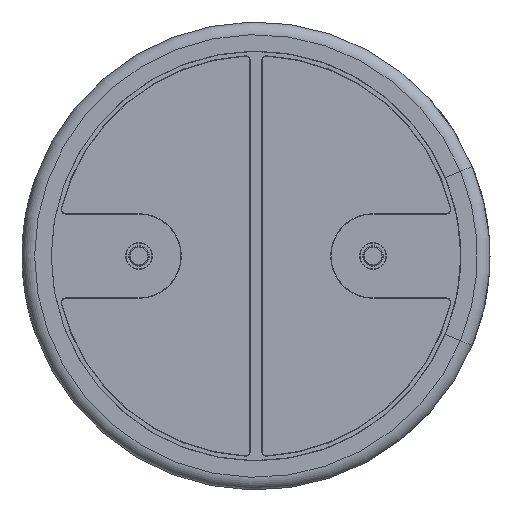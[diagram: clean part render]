
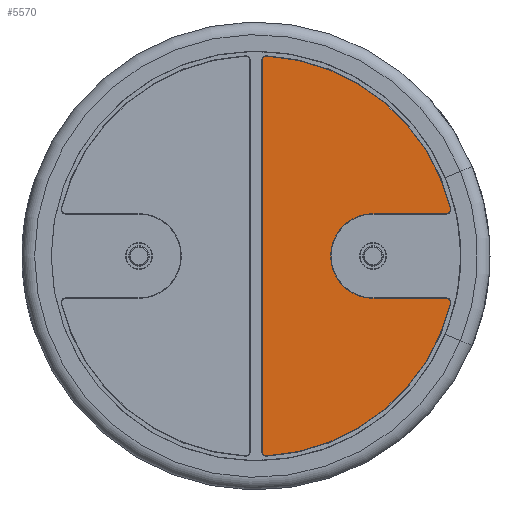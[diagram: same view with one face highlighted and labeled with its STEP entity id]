
A CAD part, front view. The second image highlights one B-rep face of the part: STEP entity #5570.
In plain terms, the highlighted planar face has unit normal (0, -1, 0).
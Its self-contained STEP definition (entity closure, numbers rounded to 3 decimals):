
#20=PLANE('',#5969);
#287=LINE('',#11175,#527);
#289=LINE('',#11199,#529);
#291=LINE('',#11211,#531);
#527=VECTOR('',#6819,10.);
#529=VECTOR('',#6849,10.);
#531=VECTOR('',#6863,10.);
#812=FACE_OUTER_BOUND('',#1058,.T.);
#1058=EDGE_LOOP('',(#4761,#4762,#4763,#4764,#4765,#4766,#4767,#4768,#4769,
#4770));
#1322=CIRCLE('',#5934,0.182);
#1325=CIRCLE('',#5939,0.182);
#1328=CIRCLE('',#5943,8.552);
#1331=CIRCLE('',#5947,0.182);
#1335=CIRCLE('',#5953,1.81);
#1339=CIRCLE('',#5959,0.182);
#1341=CIRCLE('',#5962,8.552);
#2438=VERTEX_POINT('',#11163);
#2441=VERTEX_POINT('',#11168);
#2443=VERTEX_POINT('',#11173);
#2445=VERTEX_POINT('',#11179);
#2447=VERTEX_POINT('',#11185);
#2449=VERTEX_POINT('',#11191);
#2451=VERTEX_POINT('',#11197);
#2453=VERTEX_POINT('',#11203);
#2455=VERTEX_POINT('',#11209);
#2457=VERTEX_POINT('',#11215);
#3226=EDGE_CURVE('',#2441,#2438,#1322,.T.);
#3228=EDGE_CURVE('',#2443,#2441,#287,.T.);
#3231=EDGE_CURVE('',#2445,#2443,#1325,.T.);
#3234=EDGE_CURVE('',#2447,#2445,#1328,.T.);
#3237=EDGE_CURVE('',#2449,#2447,#1331,.T.);
#3240=EDGE_CURVE('',#2451,#2449,#289,.T.);
#3243=EDGE_CURVE('',#2453,#2451,#1335,.T.);
#3246=EDGE_CURVE('',#2455,#2453,#291,.T.);
#3249=EDGE_CURVE('',#2457,#2455,#1339,.T.);
#3251=EDGE_CURVE('',#2438,#2457,#1341,.T.);
#4761=ORIENTED_EDGE('',*,*,#3226,.F.);
#4762=ORIENTED_EDGE('',*,*,#3228,.F.);
#4763=ORIENTED_EDGE('',*,*,#3231,.F.);
#4764=ORIENTED_EDGE('',*,*,#3234,.F.);
#4765=ORIENTED_EDGE('',*,*,#3237,.F.);
#4766=ORIENTED_EDGE('',*,*,#3240,.F.);
#4767=ORIENTED_EDGE('',*,*,#3243,.F.);
#4768=ORIENTED_EDGE('',*,*,#3246,.F.);
#4769=ORIENTED_EDGE('',*,*,#3249,.F.);
#4770=ORIENTED_EDGE('',*,*,#3251,.F.);
#5570=ADVANCED_FACE('',(#812),#20,.F.);
#5934=AXIS2_PLACEMENT_3D('',#11170,#6813,#6814);
#5939=AXIS2_PLACEMENT_3D('',#11181,#6825,#6826);
#5943=AXIS2_PLACEMENT_3D('',#11187,#6833,#6834);
#5947=AXIS2_PLACEMENT_3D('',#11193,#6841,#6842);
#5953=AXIS2_PLACEMENT_3D('',#11205,#6855,#6856);
#5959=AXIS2_PLACEMENT_3D('',#11217,#6869,#6870);
#5962=AXIS2_PLACEMENT_3D('',#11220,#6875,#6876);
#5969=AXIS2_PLACEMENT_3D('',#11233,#6895,#6896);
#6813=DIRECTION('center_axis',(0.,1.,0.));
#6814=DIRECTION('ref_axis',(-0.688,0.,0.726));
#6819=DIRECTION('',(0.,0.,1.));
#6825=DIRECTION('center_axis',(0.,1.,0.));
#6826=DIRECTION('ref_axis',(-0.688,0.,-0.726));
#6833=DIRECTION('center_axis',(0.,1.,0.));
#6834=DIRECTION('ref_axis',(0.638,0.,-0.77));
#6841=DIRECTION('center_axis',(0.,1.,0.));
#6842=DIRECTION('ref_axis',(0.787,0.,0.617));
#6849=DIRECTION('',(1.,0.,0.));
#6855=DIRECTION('center_axis',(0.,-1.,0.));
#6856=DIRECTION('ref_axis',(-1.,0.,0.));
#6863=DIRECTION('',(-1.,0.,0.));
#6869=DIRECTION('center_axis',(0.,1.,0.));
#6870=DIRECTION('ref_axis',(0.787,0.,-0.617));
#6875=DIRECTION('center_axis',(0.,1.,0.));
#6876=DIRECTION('ref_axis',(0.638,0.,0.77));
#6895=DIRECTION('center_axis',(0.,1.,0.));
#6896=DIRECTION('ref_axis',(0.,0.,1.));
#11163=CARTESIAN_POINT('',(0.46,-0.1,8.54));
#11168=CARTESIAN_POINT('',(0.268,-0.1,8.358));
#11170=CARTESIAN_POINT('Origin',(0.45,-0.1,8.358));
#11173=CARTESIAN_POINT('',(0.268,-0.1,-8.358));
#11175=CARTESIAN_POINT('',(0.268,-0.1,4.179));
#11179=CARTESIAN_POINT('',(0.46,-0.1,-8.54));
#11181=CARTESIAN_POINT('Origin',(0.45,-0.1,-8.358));
#11185=CARTESIAN_POINT('',(8.306,-0.1,-2.035));
#11187=CARTESIAN_POINT('Origin',(0.,-0.1,0.));
#11191=CARTESIAN_POINT('',(8.13,-0.1,-1.81));
#11193=CARTESIAN_POINT('Origin',(8.13,-0.1,-1.992));
#11197=CARTESIAN_POINT('',(5.,-0.1,-1.81));
#11199=CARTESIAN_POINT('',(6.21,-0.1,-1.81));
#11203=CARTESIAN_POINT('',(5.,-0.1,1.81));
#11205=CARTESIAN_POINT('Origin',(5.,-0.1,0.));
#11209=CARTESIAN_POINT('',(8.13,-0.1,1.81));
#11211=CARTESIAN_POINT('',(4.645,-0.1,1.81));
#11215=CARTESIAN_POINT('',(8.306,-0.1,2.035));
#11217=CARTESIAN_POINT('Origin',(8.13,-0.1,1.992));
#11220=CARTESIAN_POINT('Origin',(0.,-0.1,0.));
#11233=CARTESIAN_POINT('Origin',(4.29,-0.1,0.));
